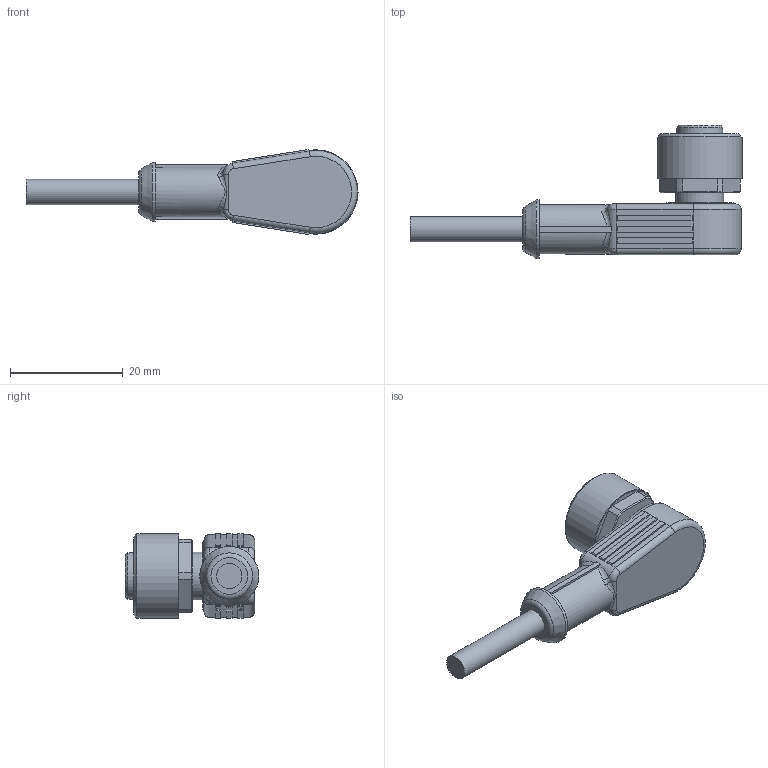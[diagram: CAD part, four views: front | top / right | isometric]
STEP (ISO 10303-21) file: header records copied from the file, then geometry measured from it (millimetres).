
FILE_DESCRIPTION(('M12 Buchse'),'2;1');
FILE_NAME('M12-Buchse gewinkelt 0° A-Kod 5-pol LED.stp','2011-07-04T16:42:10',('Murrelektronik GmbH Bachgasse 3 09366 Stollberg'),('Werk Stollberg'),'Autodesk Inventor 2011','Autodesk Inventor 2011','');
FILE_SCHEMA(('AUTOMOTIVE_DESIGN { 1 0 10303 214 1 1 1 1 }'));
Length unit declared in the file: millimetre
Products named in the file (1): Bauteil1
Bounding box: 59 x 23.75 x 15.06 mm (x, y, z)
Volume: 5435.8 mm3; surface area: 3268.7 mm2
Topology: 1 solids, 1 shells, 153 faces, 359 edges, 221 vertices
Faces by surface type: plane 79, cylinder 45, bspline 14, cone 11, torus 4
Full cylindrical faces by diameter (mm): 1.2 x5, 4.5 x1, 8.2 x1, 8.5 x1, 10.5 x1, 11 x1, 15 x1
Entity records: 4949 total; most frequent: CARTESIAN_POINT 1427, DIRECTION 702, ORIENTED_EDGE 678, EDGE_CURVE 339, AXIS2_PLACEMENT_3D 261, VERTEX_POINT 218, EDGE_LOOP 183, VECTOR 180
